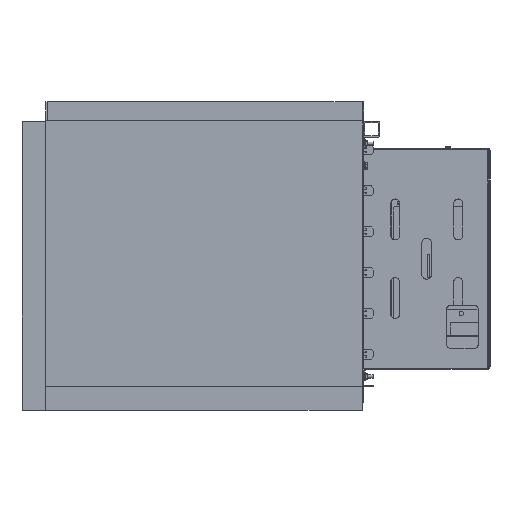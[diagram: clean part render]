
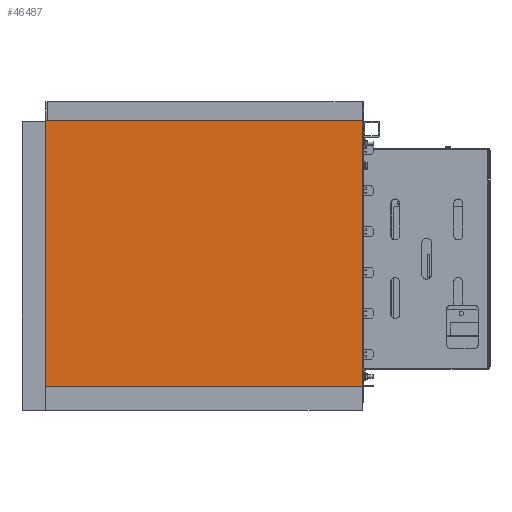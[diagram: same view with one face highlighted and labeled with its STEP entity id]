
A CAD part, left-side view. The second image highlights one B-rep face of the part: STEP entity #46487.
In plain terms, the highlighted face is planar.
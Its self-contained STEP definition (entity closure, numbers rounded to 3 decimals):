
#4031 = DIRECTION ( 'NONE',  ( -1., 0., 0. ) ) ;
#5196 = EDGE_CURVE ( 'NONE', #71873, #27562, #41790, .T. ) ;
#5356 = VECTOR ( 'NONE', #90047, 1000. ) ;
#8807 = ORIENTED_EDGE ( 'NONE', *, *, #5196, .F. ) ;
#8945 = CARTESIAN_POINT ( 'NONE',  ( 0., 0., 0. ) ) ;
#9468 = CARTESIAN_POINT ( 'NONE',  ( 168.75, -201.5, 0. ) ) ;
#22964 = VECTOR ( 'NONE', #154331, 1000. ) ;
#25037 = AXIS2_PLACEMENT_3D ( 'NONE', #8945, #120719, #57956 ) ;
#27562 = VERTEX_POINT ( 'NONE', #101790 ) ;
#29351 = CARTESIAN_POINT ( 'NONE',  ( 168.75, -201.5, 0. ) ) ;
#30390 = CARTESIAN_POINT ( 'NONE',  ( -168.75, -201.5, 0. ) ) ;
#33038 = FACE_OUTER_BOUND ( 'NONE', #79329, .T. ) ;
#34383 = CARTESIAN_POINT ( 'NONE',  ( -168.75, 201.5, 0. ) ) ;
#37793 = ORIENTED_EDGE ( 'NONE', *, *, #56704, .F. ) ;
#40967 = LINE ( 'NONE', #115024, #157799 ) ;
#40988 = CARTESIAN_POINT ( 'NONE',  ( 168.75, -201.5, 0. ) ) ;
#41790 = LINE ( 'NONE', #40988, #5356 ) ;
#46487 = ADVANCED_FACE ( 'NONE', ( #33038 ), #133569, .F. ) ;
#47990 = EDGE_CURVE ( 'NONE', #148914, #71873, #157490, .T. ) ;
#51000 = CARTESIAN_POINT ( 'NONE',  ( -168.75, -201.5, 0. ) ) ;
#56704 = EDGE_CURVE ( 'NONE', #150164, #148914, #149218, .T. ) ;
#57956 = DIRECTION ( 'NONE',  ( 1., 0., 0. ) ) ;
#61266 = EDGE_CURVE ( 'NONE', #27562, #150164, #40967, .T. ) ;
#71873 = VERTEX_POINT ( 'NONE', #29351 ) ;
#79329 = EDGE_LOOP ( 'NONE', ( #37793, #109612, #8807, #156548 ) ) ;
#90047 = DIRECTION ( 'NONE',  ( 0., 1., 0. ) ) ;
#96915 = DIRECTION ( 'NONE',  ( 0., -1., 0. ) ) ;
#101790 = CARTESIAN_POINT ( 'NONE',  ( 168.75, 201.5, 0. ) ) ;
#109612 = ORIENTED_EDGE ( 'NONE', *, *, #61266, .F. ) ;
#115024 = CARTESIAN_POINT ( 'NONE',  ( 168.75, 201.5, 0. ) ) ;
#118098 = VECTOR ( 'NONE', #96915, 1000. ) ;
#120719 = DIRECTION ( 'NONE',  ( 0., 0., 1. ) ) ;
#133569 = PLANE ( 'NONE',  #25037 ) ;
#148914 = VERTEX_POINT ( 'NONE', #30390 ) ;
#149218 = LINE ( 'NONE', #51000, #118098 ) ;
#150164 = VERTEX_POINT ( 'NONE', #34383 ) ;
#154331 = DIRECTION ( 'NONE',  ( 1., 0., 0. ) ) ;
#156548 = ORIENTED_EDGE ( 'NONE', *, *, #47990, .F. ) ;
#157490 = LINE ( 'NONE', #9468, #22964 ) ;
#157799 = VECTOR ( 'NONE', #4031, 1000. ) ;
